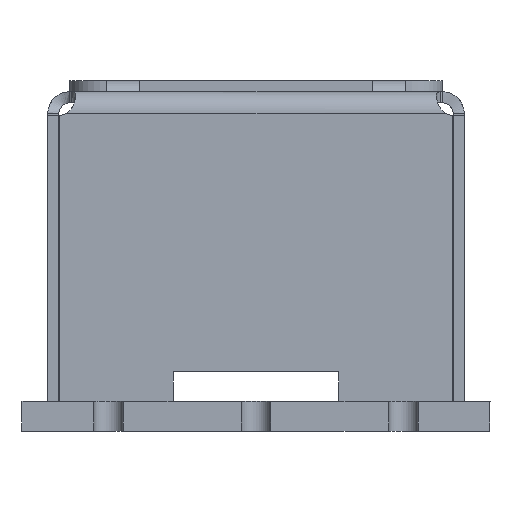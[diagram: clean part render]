
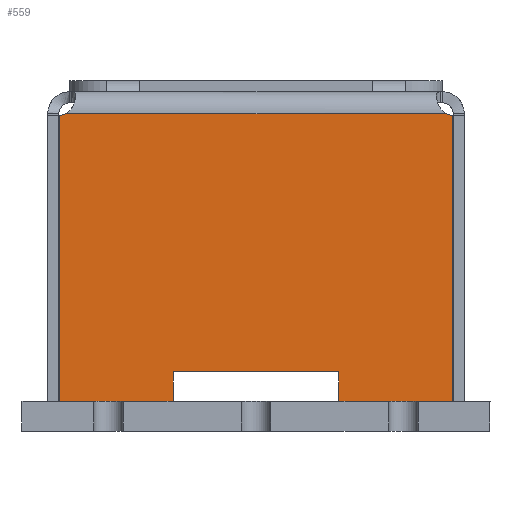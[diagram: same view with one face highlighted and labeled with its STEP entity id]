
A CAD part, left-side view. The second image highlights one B-rep face of the part: STEP entity #559.
In plain terms, the highlighted planar face has unit normal (-1, 0, 0).
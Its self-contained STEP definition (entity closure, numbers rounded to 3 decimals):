
#559=ADVANCED_FACE('',(#9174),#9176,.F.);
#9174=FACE_BOUND('',#9175,.T.);
#9175=EDGE_LOOP('',(#19743,#19744,#19745,#19746,#19747,#19748,#19749,#19750,#19751,
#19752,#19753,#19754,#19755,#19756,#19757,#19758,#19759,#19760));
#9176=PLANE('',#9177);
#9177=AXIS2_PLACEMENT_3D('',#9178,#9179,#9180);
#9178=CARTESIAN_POINT('',(-19.05,0.,9.213));
#9179=DIRECTION('',(1.,0.,0.));
#9180=DIRECTION('',(0.,0.,-1.));
#19743=ORIENTED_EDGE('',*,*,#24779,.F.);
#19744=ORIENTED_EDGE('',*,*,#24780,.F.);
#19745=ORIENTED_EDGE('',*,*,#24771,.F.);
#19746=ORIENTED_EDGE('',*,*,#24781,.F.);
#19747=ORIENTED_EDGE('',*,*,#24782,.T.);
#19748=ORIENTED_EDGE('',*,*,#24614,.T.);
#19749=ORIENTED_EDGE('',*,*,#24783,.F.);
#19750=ORIENTED_EDGE('',*,*,#24784,.F.);
#19751=ORIENTED_EDGE('',*,*,#24785,.T.);
#19752=ORIENTED_EDGE('',*,*,#24611,.T.);
#19753=ORIENTED_EDGE('',*,*,#24786,.T.);
#19754=ORIENTED_EDGE('',*,*,#24787,.T.);
#19755=ORIENTED_EDGE('',*,*,#24788,.T.);
#19756=ORIENTED_EDGE('',*,*,#24601,.T.);
#19757=ORIENTED_EDGE('',*,*,#24789,.F.);
#19758=ORIENTED_EDGE('',*,*,#24790,.F.);
#19759=ORIENTED_EDGE('',*,*,#24791,.T.);
#19760=ORIENTED_EDGE('',*,*,#24620,.T.);
#24601=EDGE_CURVE('',#27208,#27209,#27210,.T.);
#24611=EDGE_CURVE('',#27229,#27227,#27230,.T.);
#24614=EDGE_CURVE('',#27235,#27232,#27236,.T.);
#24620=EDGE_CURVE('',#27241,#27245,#27247,.T.);
#24771=EDGE_CURVE('',#27506,#27507,#27508,.T.);
#24779=EDGE_CURVE('',#27518,#27245,#27520,.T.);
#24780=EDGE_CURVE('',#27507,#27518,#27521,.T.);
#24781=EDGE_CURVE('',#27522,#27506,#27523,.T.);
#24782=EDGE_CURVE('',#27522,#27235,#27524,.T.);
#24783=EDGE_CURVE('',#27525,#27232,#27526,.T.);
#24784=EDGE_CURVE('',#27527,#27525,#27528,.T.);
#24785=EDGE_CURVE('',#27527,#27229,#27529,.T.);
#24786=EDGE_CURVE('',#27227,#27530,#27531,.T.);
#24787=EDGE_CURVE('',#27530,#27532,#27533,.T.);
#24788=EDGE_CURVE('',#27532,#27208,#27534,.T.);
#24789=EDGE_CURVE('',#27535,#27209,#27536,.T.);
#24790=EDGE_CURVE('',#27537,#27535,#27538,.T.);
#24791=EDGE_CURVE('',#27537,#27241,#27539,.T.);
#27208=VERTEX_POINT('',#31633);
#27209=VERTEX_POINT('',#31634);
#27210=LINE('',#31635,#31636);
#27227=VERTEX_POINT('',#31670);
#27229=VERTEX_POINT('',#31674);
#27230=LINE('',#31675,#31676);
#27232=VERTEX_POINT('',#31681);
#27235=VERTEX_POINT('',#31686);
#27236=LINE('',#31687,#31688);
#27241=VERTEX_POINT('',#31698);
#27245=VERTEX_POINT('',#31706);
#27247=LINE('',#31710,#31711);
#27506=VERTEX_POINT('',#32353);
#27507=VERTEX_POINT('',#32354);
#27508=LINE('',#32355,#32356);
#27518=VERTEX_POINT('',#32441);
#27520=LINE('',#32445,#32446);
#27521=CIRCLE('',#32448,0.45);
#27522=VERTEX_POINT('',#32452);
#27523=CIRCLE('',#32453,0.45);
#27524=LINE('',#32457,#32458);
#27525=VERTEX_POINT('',#32460);
#27526=LINE('',#32461,#32462);
#27527=VERTEX_POINT('',#32464);
#27528=LINE('',#32465,#32466);
#27529=LINE('',#32468,#32469);
#27530=VERTEX_POINT('',#32471);
#27531=LINE('',#32472,#32473);
#27532=VERTEX_POINT('',#32475);
#27533=LINE('',#32476,#32477);
#27534=LINE('',#32479,#32480);
#27535=VERTEX_POINT('',#32482);
#27536=LINE('',#32483,#32484);
#27537=VERTEX_POINT('',#32486);
#27538=LINE('',#32487,#32488);
#27539=LINE('',#32490,#32491);
#31633=CARTESIAN_POINT('',(-19.05,-2.25,0.813));
#31634=CARTESIAN_POINT('',(-19.05,-4.15,0.813));
#31635=CARTESIAN_POINT('',(-19.05,-2.25,0.813));
#31636=VECTOR('',#31637,1.);
#31637=DIRECTION('',(0.,-1.,0.));
#31670=CARTESIAN_POINT('',(-19.05,2.25,0.813));
#31674=CARTESIAN_POINT('',(-19.05,4.15,0.813));
#31675=CARTESIAN_POINT('',(-19.05,4.15,0.813));
#31676=VECTOR('',#31677,1.);
#31677=DIRECTION('',(0.,-1.,0.));
#31681=CARTESIAN_POINT('',(-19.05,4.65,0.813));
#31686=CARTESIAN_POINT('',(-19.05,5.343,0.813));
#31687=CARTESIAN_POINT('',(-19.05,5.343,0.813));
#31688=VECTOR('',#31689,1.);
#31689=DIRECTION('',(0.,-1.,0.));
#31698=CARTESIAN_POINT('',(-19.05,-4.65,0.813));
#31706=CARTESIAN_POINT('',(-19.05,-5.343,0.813));
#31710=CARTESIAN_POINT('',(-19.05,-4.65,0.813));
#31711=VECTOR('',#31712,1.);
#31712=DIRECTION('',(0.,-1.,0.));
#32353=CARTESIAN_POINT('',(-19.05,5.166,8.613));
#32354=CARTESIAN_POINT('',(-19.05,-5.166,8.613));
#32355=CARTESIAN_POINT('',(-19.05,5.166,8.613));
#32356=VECTOR('',#32357,1.);
#32357=DIRECTION('',(0.,-1.,0.));
#32441=CARTESIAN_POINT('',(-19.05,-5.343,8.577));
#32445=CARTESIAN_POINT('',(-19.05,-5.343,8.577));
#32446=VECTOR('',#32447,1.);
#32447=DIRECTION('',(0.,0.,-1.));
#32448=AXIS2_PLACEMENT_3D('',#32449,#32450,#32451);
#32449=CARTESIAN_POINT('',(-19.05,-5.343,9.027));
#32450=DIRECTION('',(-1.,0.,0.));
#32451=DIRECTION('',(0.,0.392,-0.92));
#32452=CARTESIAN_POINT('',(-19.05,5.343,8.577));
#32453=AXIS2_PLACEMENT_3D('',#32454,#32455,#32456);
#32454=CARTESIAN_POINT('',(-19.05,5.343,9.027));
#32455=DIRECTION('',(-1.,0.,0.));
#32456=DIRECTION('',(0.,0.,-1.));
#32457=CARTESIAN_POINT('',(-19.05,5.343,8.577));
#32458=VECTOR('',#32459,1.);
#32459=DIRECTION('',(0.,0.,-1.));
#32460=CARTESIAN_POINT('',(-19.05,4.65,0.013));
#32461=CARTESIAN_POINT('',(-19.05,4.65,0.013));
#32462=VECTOR('',#32463,1.);
#32463=DIRECTION('',(0.,0.,1.));
#32464=CARTESIAN_POINT('',(-19.05,4.15,0.013));
#32465=CARTESIAN_POINT('',(-19.05,4.15,0.013));
#32466=VECTOR('',#32467,1.);
#32467=DIRECTION('',(0.,1.,0.));
#32468=CARTESIAN_POINT('',(-19.05,4.15,0.013));
#32469=VECTOR('',#32470,1.);
#32470=DIRECTION('',(0.,0.,1.));
#32471=CARTESIAN_POINT('',(-19.05,2.25,1.613));
#32472=CARTESIAN_POINT('',(-19.05,2.25,0.813));
#32473=VECTOR('',#32474,1.);
#32474=DIRECTION('',(0.,0.,1.));
#32475=CARTESIAN_POINT('',(-19.05,-2.25,1.613));
#32476=CARTESIAN_POINT('',(-19.05,2.25,1.613));
#32477=VECTOR('',#32478,1.);
#32478=DIRECTION('',(0.,-1.,0.));
#32479=CARTESIAN_POINT('',(-19.05,-2.25,1.613));
#32480=VECTOR('',#32481,1.);
#32481=DIRECTION('',(0.,0.,-1.));
#32482=CARTESIAN_POINT('',(-19.05,-4.15,0.013));
#32483=CARTESIAN_POINT('',(-19.05,-4.15,0.013));
#32484=VECTOR('',#32485,1.);
#32485=DIRECTION('',(0.,0.,1.));
#32486=CARTESIAN_POINT('',(-19.05,-4.65,0.013));
#32487=CARTESIAN_POINT('',(-19.05,-4.65,0.013));
#32488=VECTOR('',#32489,1.);
#32489=DIRECTION('',(0.,1.,0.));
#32490=CARTESIAN_POINT('',(-19.05,-4.65,0.013));
#32491=VECTOR('',#32492,1.);
#32492=DIRECTION('',(0.,0.,1.));
